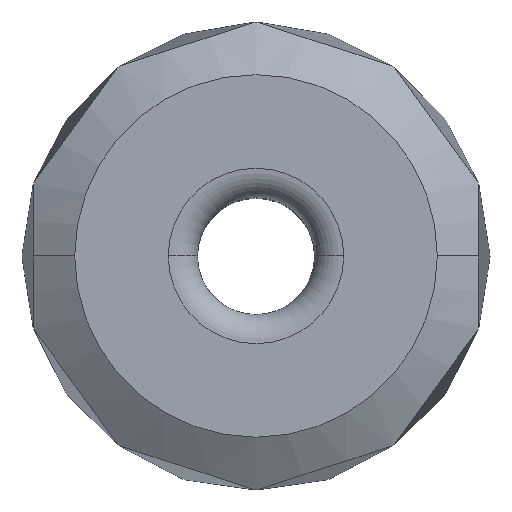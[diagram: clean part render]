
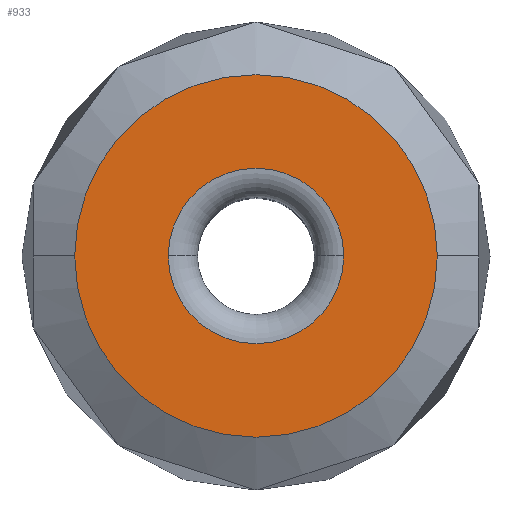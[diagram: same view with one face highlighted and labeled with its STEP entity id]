
A CAD part, top view. The second image highlights one B-rep face of the part: STEP entity #933.
In plain terms, the highlighted planar face has unit normal (0, 0, 1).
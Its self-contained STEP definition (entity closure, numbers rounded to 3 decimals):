
#88=CARTESIAN_POINT('Vertex',(-3.1,0.,5.)) ;
#91=CARTESIAN_POINT('Axis2P3D Location',(0.,0.,5.)) ;
#95=CARTESIAN_POINT('Vertex',(3.1,0.,5.)) ;
#482=CARTESIAN_POINT('Axis2P3D Location',(0.,0.,5.)) ;
#906=CARTESIAN_POINT('Axis2P3D Location',(0.,0.,5.)) ;
#915=CARTESIAN_POINT('Axis2P3D Location',(0.,0.,5.)) ;
#919=CARTESIAN_POINT('Vertex',(-1.5,0.,5.)) ;
#921=CARTESIAN_POINT('Vertex',(1.5,0.,5.)) ;
#924=CARTESIAN_POINT('Axis2P3D Location',(0.,0.,5.)) ;
#92=DIRECTION('Axis2P3D Direction',(0.,0.,1.)) ;
#483=DIRECTION('Axis2P3D Direction',(0.,0.,1.)) ;
#907=DIRECTION('Axis2P3D Direction',(0.,0.,1.)) ;
#908=DIRECTION('Axis2P3D XDirection',(1.,0.,0.)) ;
#916=DIRECTION('Axis2P3D Direction',(0.,0.,1.)) ;
#925=DIRECTION('Axis2P3D Direction',(0.,0.,1.)) ;
#93=AXIS2_PLACEMENT_3D('Circle Axis2P3D',#91,#92,$) ;
#484=AXIS2_PLACEMENT_3D('Circle Axis2P3D',#482,#483,$) ;
#909=AXIS2_PLACEMENT_3D('Plane Axis2P3D',#906,#907,#908) ;
#917=AXIS2_PLACEMENT_3D('Circle Axis2P3D',#915,#916,$) ;
#926=AXIS2_PLACEMENT_3D('Circle Axis2P3D',#924,#925,$) ;
#912=ORIENTED_EDGE('',*,*,#486,.T.) ;
#913=ORIENTED_EDGE('',*,*,#97,.T.) ;
#930=ORIENTED_EDGE('',*,*,#923,.F.) ;
#931=ORIENTED_EDGE('',*,*,#928,.F.) ;
#932=FACE_BOUND('',#929,.T.) ;
#933=ADVANCED_FACE('Corps principal',(#914,#932),#910,.T.) ;
#94=CIRCLE('generated circle',#93,3.1) ;
#485=CIRCLE('generated circle',#484,3.1) ;
#918=CIRCLE('generated circle',#917,1.5) ;
#927=CIRCLE('generated circle',#926,1.5) ;
#97=EDGE_CURVE('',#96,#89,#94,.T.) ;
#486=EDGE_CURVE('',#89,#96,#485,.T.) ;
#923=EDGE_CURVE('',#920,#922,#918,.T.) ;
#928=EDGE_CURVE('',#922,#920,#927,.T.) ;
#911=EDGE_LOOP('',(#912,#913)) ;
#929=EDGE_LOOP('',(#930,#931)) ;
#914=FACE_OUTER_BOUND('',#911,.T.) ;
#910=PLANE('',#909) ;
#89=VERTEX_POINT('',#88) ;
#96=VERTEX_POINT('',#95) ;
#920=VERTEX_POINT('',#919) ;
#922=VERTEX_POINT('',#921) ;
